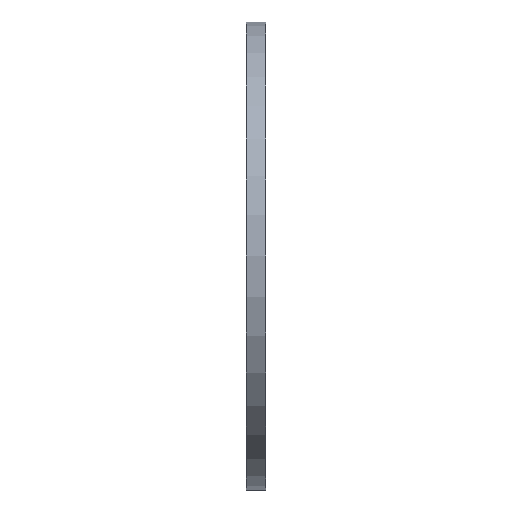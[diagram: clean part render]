
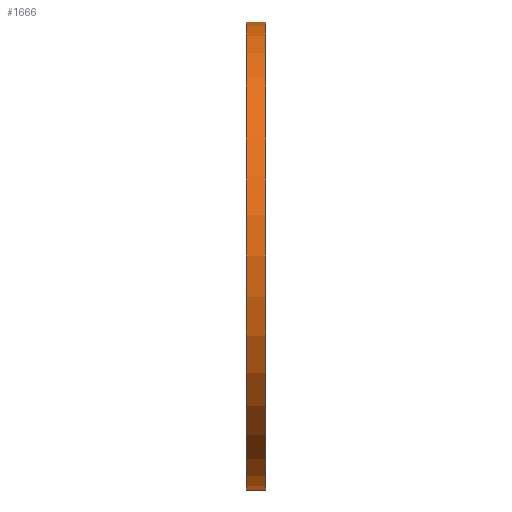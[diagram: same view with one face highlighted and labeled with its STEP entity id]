
A CAD part, left-side view. The second image highlights one B-rep face of the part: STEP entity #1666.
In plain terms, the highlighted cylindrical face has radius 377.5 mm (diameter 755 mm), a partial arc.
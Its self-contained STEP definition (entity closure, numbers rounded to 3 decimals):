
#62 = VERTEX_POINT ( 'NONE', #528 ) ;
#84 = VERTEX_POINT ( 'NONE', #1070 ) ;
#98 = DIRECTION ( 'NONE',  ( 0., 0., 1. ) ) ;
#121 = CIRCLE ( 'NONE', #716, 377.5 ) ;
#160 = CARTESIAN_POINT ( 'NONE',  ( 0., 34.695, -377.5 ) ) ;
#177 = ORIENTED_EDGE ( 'NONE', *, *, #1044, .T. ) ;
#244 = CARTESIAN_POINT ( 'NONE',  ( 0., 0., 0. ) ) ;
#246 = VERTEX_POINT ( 'NONE', #1429 ) ;
#302 = CIRCLE ( 'NONE', #669, 377.5 ) ;
#318 = CARTESIAN_POINT ( 'NONE',  ( 0., 32., 0. ) ) ;
#395 = LINE ( 'NONE', #938, #1604 ) ;
#399 = EDGE_LOOP ( 'NONE', ( #778, #177, #523, #966 ) ) ;
#520 = VECTOR ( 'NONE', #1251, 1000. ) ;
#523 = ORIENTED_EDGE ( 'NONE', *, *, #1762, .T. ) ;
#528 = CARTESIAN_POINT ( 'NONE',  ( 0., 32., 377.5 ) ) ;
#629 = EDGE_CURVE ( 'NONE', #909, #246, #1257, .T. ) ;
#654 = DIRECTION ( 'NONE',  ( 0., 0., 1. ) ) ;
#669 = AXIS2_PLACEMENT_3D ( 'NONE', #244, #1441, #654 ) ;
#716 = AXIS2_PLACEMENT_3D ( 'NONE', #318, #1144, #1123 ) ;
#778 = ORIENTED_EDGE ( 'NONE', *, *, #629, .F. ) ;
#794 = DIRECTION ( 'NONE',  ( 0., 1., 0. ) ) ;
#909 = VERTEX_POINT ( 'NONE', #1599 ) ;
#911 = CARTESIAN_POINT ( 'NONE',  ( 0., 34.695, 0. ) ) ;
#938 = CARTESIAN_POINT ( 'NONE',  ( 0., 34.695, 377.5 ) ) ;
#966 = ORIENTED_EDGE ( 'NONE', *, *, #1282, .F. ) ;
#1044 = EDGE_CURVE ( 'NONE', #909, #84, #302, .T. ) ;
#1070 = CARTESIAN_POINT ( 'NONE',  ( 0., 0., 377.5 ) ) ;
#1123 = DIRECTION ( 'NONE',  ( 0., 0., 1. ) ) ;
#1144 = DIRECTION ( 'NONE',  ( 0., 1., 0. ) ) ;
#1251 = DIRECTION ( 'NONE',  ( 0., 1., 0. ) ) ;
#1257 = LINE ( 'NONE', #160, #520 ) ;
#1282 = EDGE_CURVE ( 'NONE', #246, #62, #121, .T. ) ;
#1429 = CARTESIAN_POINT ( 'NONE',  ( 0., 32., -377.5 ) ) ;
#1441 = DIRECTION ( 'NONE',  ( 0., 1., 0. ) ) ;
#1446 = CYLINDRICAL_SURFACE ( 'NONE', #1772, 377.5 ) ;
#1467 = DIRECTION ( 'NONE',  ( 0., 1., 0. ) ) ;
#1599 = CARTESIAN_POINT ( 'NONE',  ( 0., 0., -377.5 ) ) ;
#1602 = FACE_OUTER_BOUND ( 'NONE', #399, .T. ) ;
#1604 = VECTOR ( 'NONE', #794, 1000. ) ;
#1666 = ADVANCED_FACE ( 'NONE', ( #1602 ), #1446, .T. ) ;
#1762 = EDGE_CURVE ( 'NONE', #84, #62, #395, .T. ) ;
#1772 = AXIS2_PLACEMENT_3D ( 'NONE', #911, #1467, #98 ) ;
